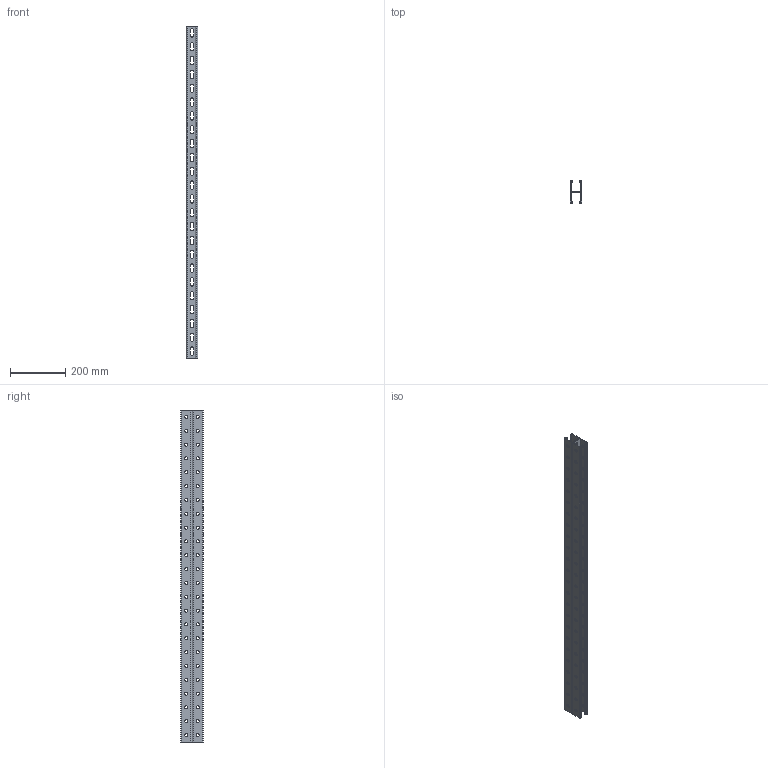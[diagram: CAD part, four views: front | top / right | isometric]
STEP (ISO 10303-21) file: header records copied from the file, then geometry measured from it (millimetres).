
FILE_DESCRIPTION (( 'STEP AP203' ), '1' );
FILE_NAME ('Äâîéíîé STRUT-ïðîôèëü_h41-L1200.step', '2022-01-25T08:19:36', ( '' ), ( '' ), 'SwSTEP 2.0', 'SolidWorks 2017', '' );
FILE_SCHEMA (( 'CONFIG_CONTROL_DESIGN' ));
Length unit declared in the file: millimetre
Products named in the file (2): Äâîéíîé STRUT-ïðîôèëü_h41-L1200; STRUT-镳铘桦黖h41-1200
Assembly tree (2 placements, depth 2):
  Äâîéíîé STRUT-ïðîôèëü_h41-L1200
    STRUT-镳铘桦黖h41-1200  x2
Bounding box: 41 x 82 x 1200 mm (x, y, z)
Volume: 734596.8 mm3; surface area: 630949.2 mm2
Topology: 2 solids, 2 shells, 3872 faces, 11556 edges, 7688 vertices
Faces by surface type: plane 3572, cylinder 300
Entity records: 64446 total; most frequent: CARTESIAN_POINT 11563, ORIENTED_EDGE 11556, DIRECTION 9960, EDGE_CURVE 5778, LINE 5478, VECTOR 5478, VERTEX_POINT 3844, AXIS2_PLACEMENT_3D 2241
